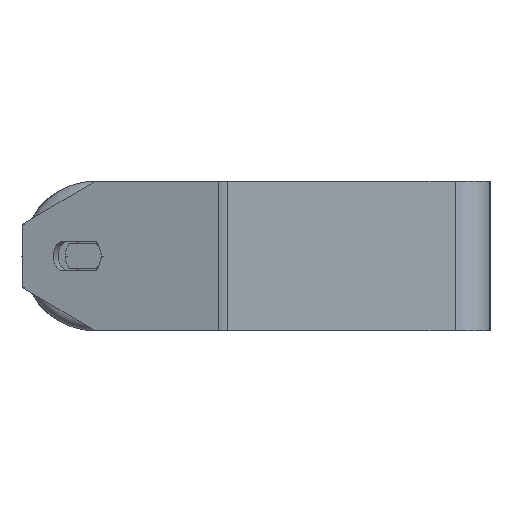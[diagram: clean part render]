
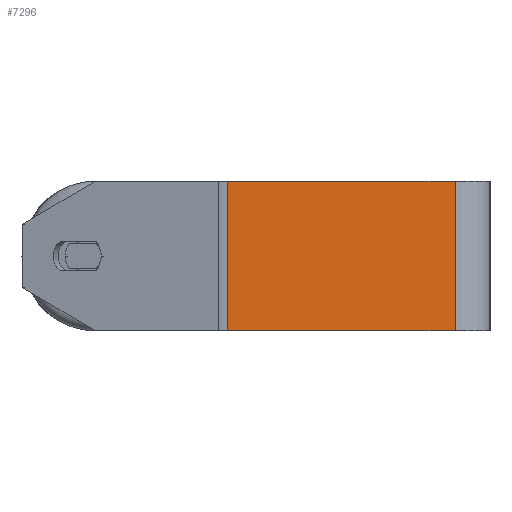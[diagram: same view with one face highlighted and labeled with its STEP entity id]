
A CAD part, left-side view. The second image highlights one B-rep face of the part: STEP entity #7296.
In plain terms, the highlighted planar face has unit normal (-1, 0, 0).
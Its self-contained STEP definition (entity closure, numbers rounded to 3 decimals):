
#82 = DIRECTION ( 'NONE',  ( 0., 0., -1. ) ) ;
#761 = DIRECTION ( 'NONE',  ( 0., 0., -1. ) ) ;
#1194 = VERTEX_POINT ( 'NONE', #6066 ) ;
#1285 = CARTESIAN_POINT ( 'NONE',  ( -525., 14., -30. ) ) ;
#1293 = VECTOR ( 'NONE', #82, 1000. ) ;
#1522 = CARTESIAN_POINT ( 'NONE',  ( -525., 106.894, -30. ) ) ;
#1544 = VECTOR ( 'NONE', #761, 1000. ) ;
#1845 = LINE ( 'NONE', #6866, #1293 ) ;
#1994 = VECTOR ( 'NONE', #3746, 1000. ) ;
#2198 = FACE_OUTER_BOUND ( 'NONE', #4280, .T. ) ;
#2378 = ORIENTED_EDGE ( 'NONE', *, *, #6397, .T. ) ;
#3053 = VERTEX_POINT ( 'NONE', #6088 ) ;
#3720 = VECTOR ( 'NONE', #5872, 1000. ) ;
#3746 = DIRECTION ( 'NONE',  ( 0., -1., 0. ) ) ;
#4082 = LINE ( 'NONE', #5504, #1544 ) ;
#4138 = CARTESIAN_POINT ( 'NONE',  ( -525., 105.051, 30. ) ) ;
#4280 = EDGE_LOOP ( 'NONE', ( #2378, #5432, #7003, #6052 ) ) ;
#4488 = LINE ( 'NONE', #6494, #3720 ) ;
#4553 = DIRECTION ( 'NONE',  ( 0., 0., -1. ) ) ;
#4938 = LINE ( 'NONE', #1522, #1994 ) ;
#5393 = EDGE_CURVE ( 'NONE', #6629, #1194, #4082, .T. ) ;
#5432 = ORIENTED_EDGE ( 'NONE', *, *, #7136, .F. ) ;
#5504 = CARTESIAN_POINT ( 'NONE',  ( -525., 105.051, 30. ) ) ;
#5753 = DIRECTION ( 'NONE',  ( 1., 0., 0. ) ) ;
#5872 = DIRECTION ( 'NONE',  ( 0., -1., 0. ) ) ;
#6052 = ORIENTED_EDGE ( 'NONE', *, *, #5393, .T. ) ;
#6066 = CARTESIAN_POINT ( 'NONE',  ( -525., 105.051, -30. ) ) ;
#6088 = CARTESIAN_POINT ( 'NONE',  ( -525., 14., 30. ) ) ;
#6323 = PLANE ( 'NONE',  #7546 ) ;
#6382 = CARTESIAN_POINT ( 'NONE',  ( -525., 106.894, 30. ) ) ;
#6397 = EDGE_CURVE ( 'NONE', #1194, #7151, #4938, .T. ) ;
#6479 = EDGE_CURVE ( 'NONE', #6629, #3053, #4488, .T. ) ;
#6494 = CARTESIAN_POINT ( 'NONE',  ( -525., 106.894, 30. ) ) ;
#6629 = VERTEX_POINT ( 'NONE', #4138 ) ;
#6866 = CARTESIAN_POINT ( 'NONE',  ( -525., 14., 30. ) ) ;
#7003 = ORIENTED_EDGE ( 'NONE', *, *, #6479, .F. ) ;
#7136 = EDGE_CURVE ( 'NONE', #3053, #7151, #1845, .T. ) ;
#7151 = VERTEX_POINT ( 'NONE', #1285 ) ;
#7296 = ADVANCED_FACE ( 'NONE', ( #2198 ), #6323, .F. ) ;
#7546 = AXIS2_PLACEMENT_3D ( 'NONE', #6382, #5753, #4553 ) ;
